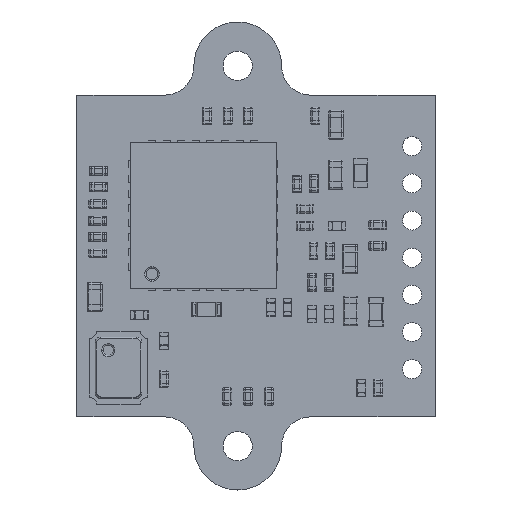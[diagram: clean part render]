
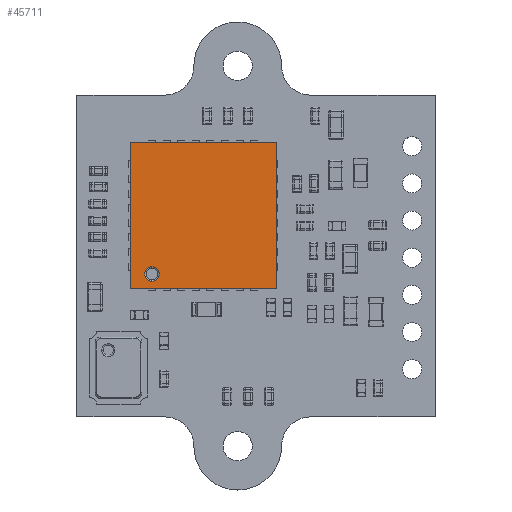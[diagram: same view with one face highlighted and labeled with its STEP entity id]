
A CAD part, top view. The second image highlights one B-rep face of the part: STEP entity #45711.
In plain terms, the highlighted face is planar.
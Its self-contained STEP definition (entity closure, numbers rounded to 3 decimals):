
#45285 = TOROIDAL_SURFACE('',#45286,0.2,0.05);
#45286 = AXIS2_PLACEMENT_3D('',#45287,#45288,#45289);
#45287 = CARTESIAN_POINT('',(-1.75,0.8,2.));
#45288 = DIRECTION('',(0.,1.,0.));
#45289 = DIRECTION('',(0.,0.,1.));
#45312 = TOROIDAL_SURFACE('',#45313,0.2,0.05);
#45313 = AXIS2_PLACEMENT_3D('',#45314,#45315,#45316);
#45314 = CARTESIAN_POINT('',(-1.75,0.8,2.));
#45315 = DIRECTION('',(0.,1.,0.));
#45316 = DIRECTION('',(0.,0.,1.));
#45328 = VERTEX_POINT('',#45329);
#45329 = CARTESIAN_POINT('',(-1.75,0.8,2.25));
#45351 = EDGE_CURVE('',#45352,#45328,#45354,.T.);
#45352 = VERTEX_POINT('',#45353);
#45353 = CARTESIAN_POINT('',(-1.75,0.8,1.75));
#45354 = SURFACE_CURVE('',#45355,(#45360,#45367),.PCURVE_S1.);
#45355 = CIRCLE('',#45356,0.25);
#45356 = AXIS2_PLACEMENT_3D('',#45357,#45358,#45359);
#45357 = CARTESIAN_POINT('',(-1.75,0.8,2.));
#45358 = DIRECTION('',(0.,1.,0.));
#45359 = DIRECTION('',(0.,0.,1.));
#45360 = PCURVE('',#45312,#45361);
#45361 = DEFINITIONAL_REPRESENTATION('',(#45362),#45366);
#45362 = LINE('',#45363,#45364);
#45363 = CARTESIAN_POINT('',(0.,6.283));
#45364 = VECTOR('',#45365,1.);
#45365 = DIRECTION('',(1.,0.));
#45366 = ( GEOMETRIC_REPRESENTATION_CONTEXT(2) 
PARAMETRIC_REPRESENTATION_CONTEXT() REPRESENTATION_CONTEXT('2D SPACE',''
  ) );
#45367 = PCURVE('',#45368,#45373);
#45368 = PLANE('',#45369);
#45369 = AXIS2_PLACEMENT_3D('',#45370,#45371,#45372);
#45370 = CARTESIAN_POINT('',(0.,0.8,0.));
#45371 = DIRECTION('',(0.,1.,0.));
#45372 = DIRECTION('',(0.,0.,1.));
#45373 = DEFINITIONAL_REPRESENTATION('',(#45374),#45378);
#45374 = CIRCLE('',#45375,0.25);
#45375 = AXIS2_PLACEMENT_2D('',#45376,#45377);
#45376 = CARTESIAN_POINT('',(2.,-1.75));
#45377 = DIRECTION('',(1.,0.));
#45378 = ( GEOMETRIC_REPRESENTATION_CONTEXT(2) 
PARAMETRIC_REPRESENTATION_CONTEXT() REPRESENTATION_CONTEXT('2D SPACE',''
  ) );
#45407 = VERTEX_POINT('',#45408);
#45408 = CARTESIAN_POINT('',(-2.5,0.8,-2.5));
#45417 = PLANE('',#45418);
#45418 = AXIS2_PLACEMENT_3D('',#45419,#45420,#45421);
#45419 = CARTESIAN_POINT('',(-2.5,0.8,2.5));
#45420 = DIRECTION('',(1.,0.,0.));
#45421 = DIRECTION('',(0.,0.,-1.));
#45429 = PLANE('',#45430);
#45430 = AXIS2_PLACEMENT_3D('',#45431,#45432,#45433);
#45431 = CARTESIAN_POINT('',(2.5,0.8,-2.5));
#45432 = DIRECTION('',(0.,0.,1.));
#45433 = DIRECTION('',(1.,0.,0.));
#45441 = EDGE_CURVE('',#45407,#45442,#45444,.T.);
#45442 = VERTEX_POINT('',#45443);
#45443 = CARTESIAN_POINT('',(-2.5,0.8,2.5));
#45444 = SURFACE_CURVE('',#45445,(#45449,#45456),.PCURVE_S1.);
#45445 = LINE('',#45446,#45447);
#45446 = CARTESIAN_POINT('',(-2.5,0.8,2.5));
#45447 = VECTOR('',#45448,1.);
#45448 = DIRECTION('',(0.,0.,1.));
#45449 = PCURVE('',#45417,#45450);
#45450 = DEFINITIONAL_REPRESENTATION('',(#45451),#45455);
#45451 = LINE('',#45452,#45453);
#45452 = CARTESIAN_POINT('',(0.,0.));
#45453 = VECTOR('',#45454,1.);
#45454 = DIRECTION('',(-1.,0.));
#45455 = ( GEOMETRIC_REPRESENTATION_CONTEXT(2) 
PARAMETRIC_REPRESENTATION_CONTEXT() REPRESENTATION_CONTEXT('2D SPACE',''
  ) );
#45456 = PCURVE('',#45368,#45457);
#45457 = DEFINITIONAL_REPRESENTATION('',(#45458),#45462);
#45458 = LINE('',#45459,#45460);
#45459 = CARTESIAN_POINT('',(2.5,-2.5));
#45460 = VECTOR('',#45461,1.);
#45461 = DIRECTION('',(1.,0.));
#45462 = ( GEOMETRIC_REPRESENTATION_CONTEXT(2) 
PARAMETRIC_REPRESENTATION_CONTEXT() REPRESENTATION_CONTEXT('2D SPACE',''
  ) );
#45480 = PLANE('',#45481);
#45481 = AXIS2_PLACEMENT_3D('',#45482,#45483,#45484);
#45482 = CARTESIAN_POINT('',(2.5,0.8,2.5));
#45483 = DIRECTION('',(0.,0.,-1.));
#45484 = DIRECTION('',(-1.,0.,0.));
#45522 = EDGE_CURVE('',#45442,#45523,#45525,.T.);
#45523 = VERTEX_POINT('',#45524);
#45524 = CARTESIAN_POINT('',(2.5,0.8,2.5));
#45525 = SURFACE_CURVE('',#45526,(#45530,#45537),.PCURVE_S1.);
#45526 = LINE('',#45527,#45528);
#45527 = CARTESIAN_POINT('',(2.5,0.8,2.5));
#45528 = VECTOR('',#45529,1.);
#45529 = DIRECTION('',(1.,0.,0.));
#45530 = PCURVE('',#45480,#45531);
#45531 = DEFINITIONAL_REPRESENTATION('',(#45532),#45536);
#45532 = LINE('',#45533,#45534);
#45533 = CARTESIAN_POINT('',(0.,0.));
#45534 = VECTOR('',#45535,1.);
#45535 = DIRECTION('',(-1.,0.));
#45536 = ( GEOMETRIC_REPRESENTATION_CONTEXT(2) 
PARAMETRIC_REPRESENTATION_CONTEXT() REPRESENTATION_CONTEXT('2D SPACE',''
  ) );
#45537 = PCURVE('',#45368,#45538);
#45538 = DEFINITIONAL_REPRESENTATION('',(#45539),#45543);
#45539 = LINE('',#45540,#45541);
#45540 = CARTESIAN_POINT('',(2.5,2.5));
#45541 = VECTOR('',#45542,1.);
#45542 = DIRECTION('',(0.,1.));
#45543 = ( GEOMETRIC_REPRESENTATION_CONTEXT(2) 
PARAMETRIC_REPRESENTATION_CONTEXT() REPRESENTATION_CONTEXT('2D SPACE',''
  ) );
#45561 = PLANE('',#45562);
#45562 = AXIS2_PLACEMENT_3D('',#45563,#45564,#45565);
#45563 = CARTESIAN_POINT('',(2.5,0.8,2.5));
#45564 = DIRECTION('',(-1.,0.,0.));
#45565 = DIRECTION('',(0.,0.,1.));
#45598 = EDGE_CURVE('',#45523,#45599,#45601,.T.);
#45599 = VERTEX_POINT('',#45600);
#45600 = CARTESIAN_POINT('',(2.5,0.8,-2.5));
#45601 = SURFACE_CURVE('',#45602,(#45606,#45613),.PCURVE_S1.);
#45602 = LINE('',#45603,#45604);
#45603 = CARTESIAN_POINT('',(2.5,0.8,2.5));
#45604 = VECTOR('',#45605,1.);
#45605 = DIRECTION('',(0.,0.,-1.));
#45606 = PCURVE('',#45561,#45607);
#45607 = DEFINITIONAL_REPRESENTATION('',(#45608),#45612);
#45608 = LINE('',#45609,#45610);
#45609 = CARTESIAN_POINT('',(0.,0.));
#45610 = VECTOR('',#45611,1.);
#45611 = DIRECTION('',(-1.,0.));
#45612 = ( GEOMETRIC_REPRESENTATION_CONTEXT(2) 
PARAMETRIC_REPRESENTATION_CONTEXT() REPRESENTATION_CONTEXT('2D SPACE',''
  ) );
#45613 = PCURVE('',#45368,#45614);
#45614 = DEFINITIONAL_REPRESENTATION('',(#45615),#45619);
#45615 = LINE('',#45616,#45617);
#45616 = CARTESIAN_POINT('',(2.5,2.5));
#45617 = VECTOR('',#45618,1.);
#45618 = DIRECTION('',(-1.,0.));
#45619 = ( GEOMETRIC_REPRESENTATION_CONTEXT(2) 
PARAMETRIC_REPRESENTATION_CONTEXT() REPRESENTATION_CONTEXT('2D SPACE',''
  ) );
#45690 = EDGE_CURVE('',#45599,#45407,#45691,.T.);
#45691 = SURFACE_CURVE('',#45692,(#45696,#45703),.PCURVE_S1.);
#45692 = LINE('',#45693,#45694);
#45693 = CARTESIAN_POINT('',(2.5,0.8,-2.5));
#45694 = VECTOR('',#45695,1.);
#45695 = DIRECTION('',(-1.,0.,0.));
#45696 = PCURVE('',#45429,#45697);
#45697 = DEFINITIONAL_REPRESENTATION('',(#45698),#45702);
#45698 = LINE('',#45699,#45700);
#45699 = CARTESIAN_POINT('',(0.,0.));
#45700 = VECTOR('',#45701,1.);
#45701 = DIRECTION('',(-1.,0.));
#45702 = ( GEOMETRIC_REPRESENTATION_CONTEXT(2) 
PARAMETRIC_REPRESENTATION_CONTEXT() REPRESENTATION_CONTEXT('2D SPACE',''
  ) );
#45703 = PCURVE('',#45368,#45704);
#45704 = DEFINITIONAL_REPRESENTATION('',(#45705),#45709);
#45705 = LINE('',#45706,#45707);
#45706 = CARTESIAN_POINT('',(-2.5,2.5));
#45707 = VECTOR('',#45708,1.);
#45708 = DIRECTION('',(0.,-1.));
#45709 = ( GEOMETRIC_REPRESENTATION_CONTEXT(2) 
PARAMETRIC_REPRESENTATION_CONTEXT() REPRESENTATION_CONTEXT('2D SPACE',''
  ) );
#45711 = ADVANCED_FACE('',(#45712,#45737),#45368,.T.);
#45712 = FACE_BOUND('',#45713,.T.);
#45713 = EDGE_LOOP('',(#45714,#45736));
#45714 = ORIENTED_EDGE('',*,*,#45715,.F.);
#45715 = EDGE_CURVE('',#45328,#45352,#45716,.T.);
#45716 = SURFACE_CURVE('',#45717,(#45722,#45729),.PCURVE_S1.);
#45717 = CIRCLE('',#45718,0.25);
#45718 = AXIS2_PLACEMENT_3D('',#45719,#45720,#45721);
#45719 = CARTESIAN_POINT('',(-1.75,0.8,2.));
#45720 = DIRECTION('',(0.,1.,0.));
#45721 = DIRECTION('',(0.,0.,1.));
#45722 = PCURVE('',#45368,#45723);
#45723 = DEFINITIONAL_REPRESENTATION('',(#45724),#45728);
#45724 = CIRCLE('',#45725,0.25);
#45725 = AXIS2_PLACEMENT_2D('',#45726,#45727);
#45726 = CARTESIAN_POINT('',(2.,-1.75));
#45727 = DIRECTION('',(1.,0.));
#45728 = ( GEOMETRIC_REPRESENTATION_CONTEXT(2) 
PARAMETRIC_REPRESENTATION_CONTEXT() REPRESENTATION_CONTEXT('2D SPACE',''
  ) );
#45729 = PCURVE('',#45285,#45730);
#45730 = DEFINITIONAL_REPRESENTATION('',(#45731),#45735);
#45731 = LINE('',#45732,#45733);
#45732 = CARTESIAN_POINT('',(0.,6.283));
#45733 = VECTOR('',#45734,1.);
#45734 = DIRECTION('',(1.,0.));
#45735 = ( GEOMETRIC_REPRESENTATION_CONTEXT(2) 
PARAMETRIC_REPRESENTATION_CONTEXT() REPRESENTATION_CONTEXT('2D SPACE',''
  ) );
#45736 = ORIENTED_EDGE('',*,*,#45351,.F.);
#45737 = FACE_BOUND('',#45738,.T.);
#45738 = EDGE_LOOP('',(#45739,#45740,#45741,#45742));
#45739 = ORIENTED_EDGE('',*,*,#45441,.T.);
#45740 = ORIENTED_EDGE('',*,*,#45522,.T.);
#45741 = ORIENTED_EDGE('',*,*,#45598,.T.);
#45742 = ORIENTED_EDGE('',*,*,#45690,.T.);
